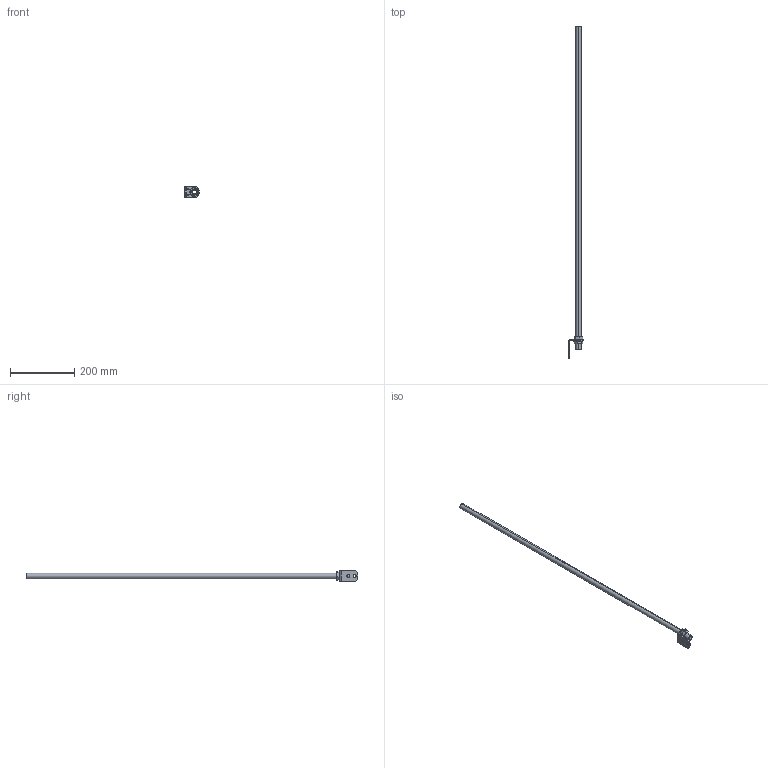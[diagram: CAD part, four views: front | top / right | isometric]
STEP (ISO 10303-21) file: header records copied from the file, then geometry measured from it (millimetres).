
FILE_DESCRIPTION (( 'STEP AP214' ), '1' );
FILE_NAME ('17POLE-1010.step', '2016-10-25T14:47:47', ( '' ), ( '' ), 'SwSTEP 2.0', 'SolidWorks 2016', '' );
FILE_SCHEMA (( 'AUTOMOTIVE_DESIGN' ));
Length unit declared in the file: millimetre
Products named in the file (5): SZ-012; 17POLE-1010-WASHER; 17POLE-1010-NUT; 17POLE-1010-POLE; 17POLE-1010
Assembly tree (6 placements, depth 2):
  17POLE-1010
    17POLE-1010-POLE
    17POLE-1010-NUT  x2
    17POLE-1010-WASHER  x2
    SZ-012
Bounding box: 45 x 1036 x 32 mm (x, y, z)
Volume: 115429.9 mm3; surface area: 105206.4 mm2
Topology: 6 solids, 6 shells, 69 faces, 156 edges, 100 vertices
Faces by surface type: plane 33, cylinder 32, cone 4
Entity records: 1740 total; most frequent: DIRECTION 300, CARTESIAN_POINT 258, ORIENTED_EDGE 240, EDGE_CURVE 120, AXIS2_PLACEMENT_3D 118, VERTEX_POINT 76, EDGE_LOOP 70, VECTOR 64
